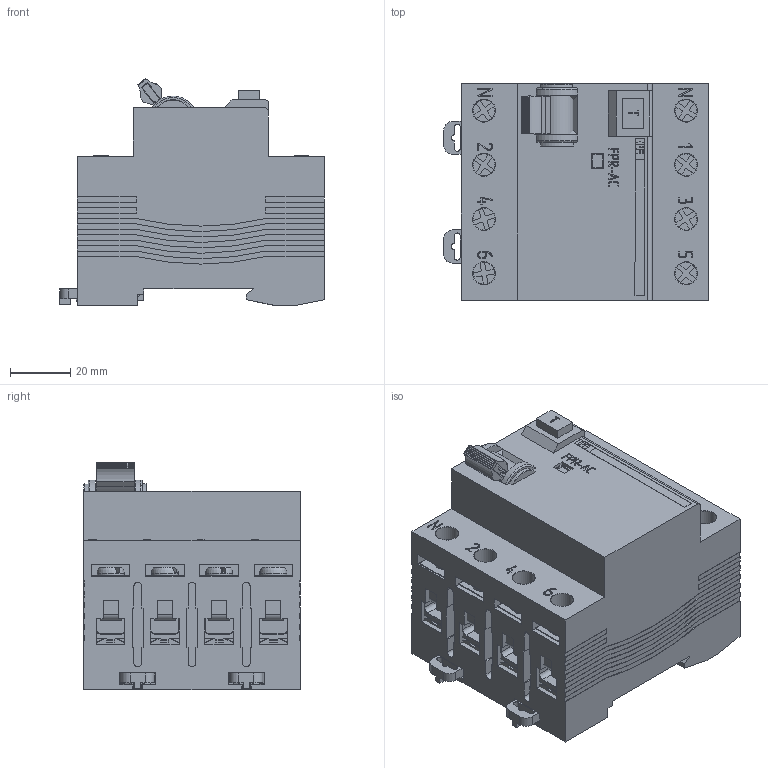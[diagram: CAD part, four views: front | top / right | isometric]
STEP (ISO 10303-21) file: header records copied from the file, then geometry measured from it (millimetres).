
FILE_DESCRIPTION(('STEP AP242'), '1');
FILE_NAME('Ñáîðêà FPR-AC 3-õôàçíèé', '', ('UNSPECIFIED'), ('UNSPECIFIED'), 'C3D Converter', 'C3D Toolkit', '');
FILE_SCHEMA(('AP242_MANAGED_MODEL_BASED_3D_ENGINEERING_MIM_LF { 1 0 10303 442 1 1 4 }'));
Length unit declared in the file: millimetre
Assembly tree (39 placements, depth 2):
  (unnamed)
    (unnamed)
    (unnamed)
    (unnamed)  x2
    (unnamed)  x3
    (unnamed)  x4
    (unnamed)
    (unnamed)  x8
    (unnamed)  x8
    (unnamed)
    (unnamed)  x2
    (unnamed)  x7
    (unnamed)
Bounding box: 87.96 x 72 x 75.47 mm (x, y, z)
Volume: 304240.8 mm3; surface area: 71633.6 mm2
Topology: 39 solids, 41 shells, 2812 faces, 7140 edges, 4263 vertices
Faces by surface type: plane 1200, cylinder 877, extrusion 263, torus 240, sphere 162, bspline 62, cone 8
Full cylindrical faces by diameter (mm): 3.5 x8, 4 x16, 5 x17, 7.48 x8, 9 x8
Entity records: 50410 total; most frequent: CARTESIAN_POINT 10961, ORIENTED_EDGE 7640, DIRECTION 6431, EDGE_CURVE 3821, VECTOR 2895, LINE 2632, VERTEX_POINT 2491, AXIS2_PLACEMENT_3D 1768
